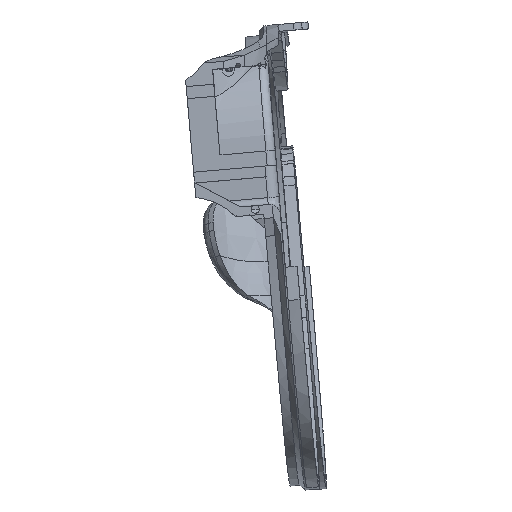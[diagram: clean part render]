
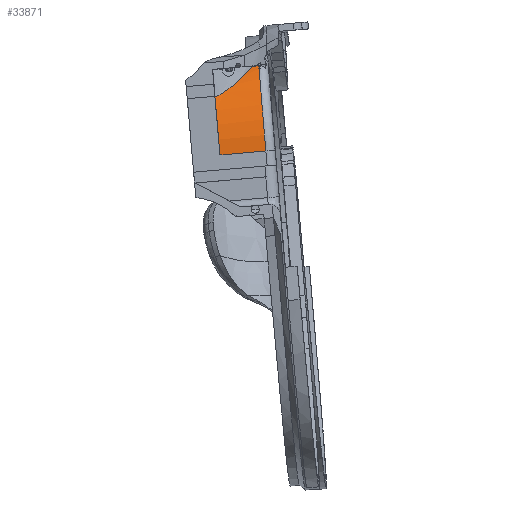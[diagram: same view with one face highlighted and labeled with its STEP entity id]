
A CAD part, left-side view. The second image highlights one B-rep face of the part: STEP entity #33871.
In plain terms, the highlighted cylindrical face has radius 11.25 mm (diameter 22.5 mm), a partial arc.
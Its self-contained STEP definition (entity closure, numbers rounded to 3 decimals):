
#6589 = VERTEX_POINT('',#6590);
#6590 = CARTESIAN_POINT('',(-57.895,15.667,
    24.755));
#6597 = EDGE_CURVE('',#6589,#6598,#6600,.T.);
#6598 = VERTEX_POINT('',#6599);
#6599 = CARTESIAN_POINT('',(-60.797,19.677,
    21.43));
#6600 = B_SPLINE_CURVE_WITH_KNOTS('',3,(#6601,#6602,#6603,#6604,#6605,
    #6606,#6607,#6608,#6609,#6610),.UNSPECIFIED.,.F.,.F.,(4,2,2,2,4),(
    -0.584,-0.506,-0.273,-0.129,0.),
  .UNSPECIFIED.);
#6601 = CARTESIAN_POINT('',(-57.895,15.667,
    24.755));
#6602 = CARTESIAN_POINT('',(-58.101,15.808,
    24.599));
#6603 = CARTESIAN_POINT('',(-58.3,15.954,
    24.438));
#6604 = CARTESIAN_POINT('',(-59.053,16.557,
    23.784));
#6605 = CARTESIAN_POINT('',(-59.509,17.037,
    23.288));
#6606 = CARTESIAN_POINT('',(-60.093,17.874,
    22.553));
#6607 = CARTESIAN_POINT('',(-60.287,18.219,
    22.278));
#6608 = CARTESIAN_POINT('',(-60.593,18.932,
    21.803));
#6609 = CARTESIAN_POINT('',(-60.709,19.291,
    21.599));
#6610 = CARTESIAN_POINT('',(-60.797,19.677,
    21.43));
#7562 = VERTEX_POINT('',#7563);
#7563 = CARTESIAN_POINT('',(-62.785,14.169,
    15.576));
#7569 = EDGE_CURVE('',#7570,#7562,#7572,.T.);
#7570 = VERTEX_POINT('',#7571);
#7571 = CARTESIAN_POINT('',(-62.733,19.15,
    15.142));
#7572 = LINE('',#7573,#7574);
#7573 = CARTESIAN_POINT('',(-62.796,13.173,
    15.662));
#7574 = VECTOR('',#7575,1.);
#7575 = DIRECTION('',(-0.01,-0.996,
    0.087));
#24810 = VERTEX_POINT('',#24811);
#24811 = CARTESIAN_POINT('',(-58.258,14.904,
    24.566));
#24821 = EDGE_CURVE('',#24810,#7562,#24822,.T.);
#24822 = CIRCLE('',#24823,11.25);
#24823 = AXIS2_PLACEMENT_3D('',#24824,#24825,#24826);
#24824 = CARTESIAN_POINT('',(-51.536,14.051,
    15.586));
#24825 = DIRECTION('',(-0.01,-0.996,
    0.087));
#24826 = DIRECTION('',(-0.77,0.063,0.635
    ));
#33568 = EDGE_CURVE('',#7570,#6598,#33569,.T.);
#33569 = CIRCLE('',#33570,11.25);
#33570 = AXIS2_PLACEMENT_3D('',#33571,#33572,#33573);
#33571 = CARTESIAN_POINT('',(-51.484,19.032,
    15.152));
#33572 = DIRECTION('',(0.01,0.996,
    -0.087));
#33573 = DIRECTION('',(-0.828,0.057,0.558
    ));
#33814 = VERTEX_POINT('',#33815);
#33815 = CARTESIAN_POINT('',(-57.903,14.922,
    24.82));
#33824 = EDGE_CURVE('',#6589,#33814,#33825,.T.);
#33825 = LINE('',#33826,#33827);
#33826 = CARTESIAN_POINT('',(-57.913,13.926,
    24.907));
#33827 = VECTOR('',#33828,1.);
#33828 = DIRECTION('',(-0.01,-0.996,
    0.087));
#33848 = VERTEX_POINT('',#33849);
#33849 = CARTESIAN_POINT('',(-58.24,14.905,
    24.579));
#33860 = EDGE_CURVE('',#33814,#33848,#33861,.T.);
#33861 = CIRCLE('',#33862,11.25);
#33862 = AXIS2_PLACEMENT_3D('',#33863,#33864,#33865);
#33863 = CARTESIAN_POINT('',(-51.536,14.051,
    15.586));
#33864 = DIRECTION('',(-0.01,-0.996,
    0.087));
#33865 = DIRECTION('',(-0.77,0.063,0.635
    ));
#33871 = ADVANCED_FACE('',(#33872),#33905,.T.);
#33872 = FACE_BOUND('',#33873,.T.);
#33873 = EDGE_LOOP('',(#33874,#33883,#33892,#33899,#33900,#33901,#33902,
    #33903,#33904));
#33874 = ORIENTED_EDGE('',*,*,#33875,.T.);
#33875 = EDGE_CURVE('',#24810,#33876,#33878,.T.);
#33876 = VERTEX_POINT('',#33877);
#33877 = CARTESIAN_POINT('',(-58.34,14.953,24.5));
#33878 = B_SPLINE_CURVE_WITH_KNOTS('',3,(#33879,#33880,#33881,#33882),
  .UNSPECIFIED.,.F.,.F.,(4,4),(0.057,0.069),
  .PIECEWISE_BEZIER_KNOTS.);
#33879 = CARTESIAN_POINT('',(-58.258,14.904,
    24.566));
#33880 = CARTESIAN_POINT('',(-58.285,14.92,
    24.544));
#33881 = CARTESIAN_POINT('',(-58.313,14.936,
    24.522));
#33882 = CARTESIAN_POINT('',(-58.34,14.953,24.5));
#33883 = ORIENTED_EDGE('',*,*,#33884,.T.);
#33884 = EDGE_CURVE('',#33876,#33885,#33887,.T.);
#33885 = VERTEX_POINT('',#33886);
#33886 = CARTESIAN_POINT('',(-58.338,14.963,24.5));
#33887 = ELLIPSE('',#33888,129.764,11.25);
#33888 = AXIS2_PLACEMENT_3D('',#33889,#33890,#33891);
#33889 = CARTESIAN_POINT('',(-52.611,-88.376,24.5));
#33890 = DIRECTION('',(0.,0.,-1.));
#33891 = DIRECTION('',(0.01,1.,0.));
#33892 = ORIENTED_EDGE('',*,*,#33893,.T.);
#33893 = EDGE_CURVE('',#33885,#33848,#33894,.T.);
#33894 = B_SPLINE_CURVE_WITH_KNOTS('',3,(#33895,#33896,#33897,#33898),
  .UNSPECIFIED.,.F.,.F.,(4,4),(0.,0.014),
  .PIECEWISE_BEZIER_KNOTS.);
#33895 = CARTESIAN_POINT('',(-58.338,14.963,24.5));
#33896 = CARTESIAN_POINT('',(-58.306,14.944,
    24.527));
#33897 = CARTESIAN_POINT('',(-58.273,14.924,
    24.553));
#33898 = CARTESIAN_POINT('',(-58.24,14.905,
    24.579));
#33899 = ORIENTED_EDGE('',*,*,#33860,.F.);
#33900 = ORIENTED_EDGE('',*,*,#33824,.F.);
#33901 = ORIENTED_EDGE('',*,*,#6597,.T.);
#33902 = ORIENTED_EDGE('',*,*,#33568,.F.);
#33903 = ORIENTED_EDGE('',*,*,#7569,.T.);
#33904 = ORIENTED_EDGE('',*,*,#24821,.F.);
#33905 = CYLINDRICAL_SURFACE('',#33906,11.25);
#33906 = AXIS2_PLACEMENT_3D('',#33907,#33908,#33909);
#33907 = CARTESIAN_POINT('',(-51.546,13.055,
    15.673));
#33908 = DIRECTION('',(-0.01,-0.996,
    0.087));
#33909 = DIRECTION('',(-0.828,0.057,0.558
    ));
